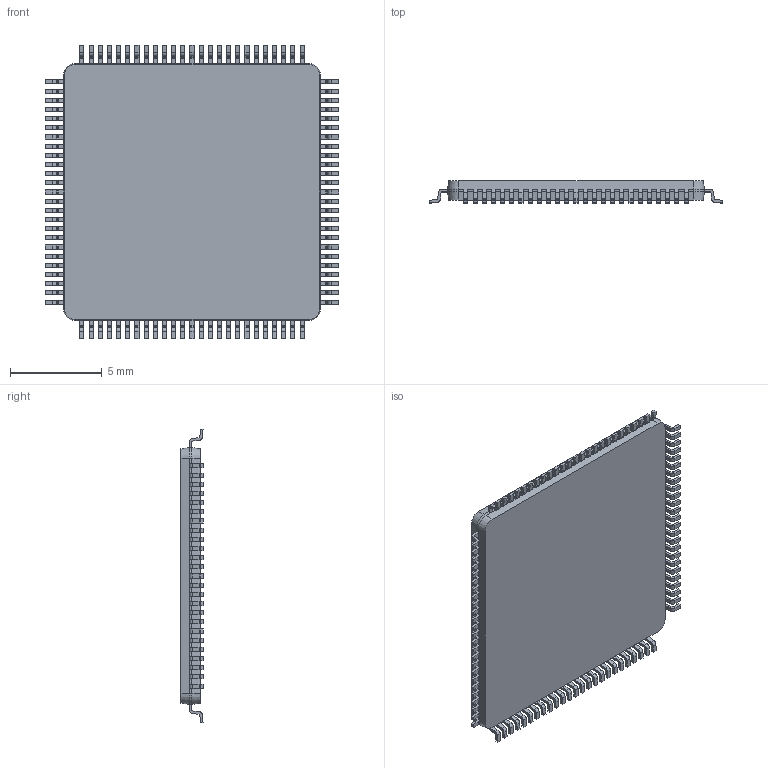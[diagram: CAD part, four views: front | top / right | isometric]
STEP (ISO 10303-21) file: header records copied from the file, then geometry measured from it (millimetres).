
FILE_DESCRIPTION (( 'STEP AP214' ), '1' );
FILE_NAME ('ATMEGA2560-16AU.STEP', '2020-04-14T09:56:28', ( '' ), ( '' ), 'SwSTEP 2.0', 'SolidWorks 2017', '' );
FILE_SCHEMA (( 'AUTOMOTIVE_DESIGN' ));
Length unit declared in the file: millimetre
Products named in the file (1): ATMEGA2560-16AU
Bounding box: 16 x 1.2 x 16 mm (x, y, z)
Volume: 208.7 mm3; surface area: 556.5 mm2
Topology: 102 solids, 102 shells, 1433 faces, 3668 edges, 2440 vertices
Faces by surface type: plane 1017, cylinder 408, cone 8
Entity records: 44201 total; most frequent: CARTESIAN_POINT 7542, DIRECTION 7360, ORIENTED_EDGE 7336, EDGE_CURVE 3668, LINE 2844, VECTOR 2844, VERTEX_POINT 2440, AXIS2_PLACEMENT_3D 2258
